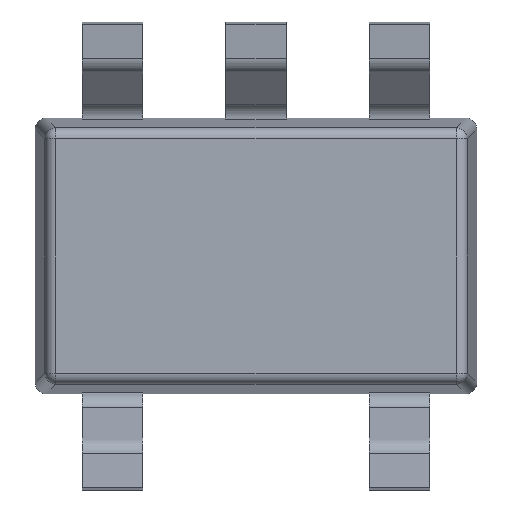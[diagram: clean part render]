
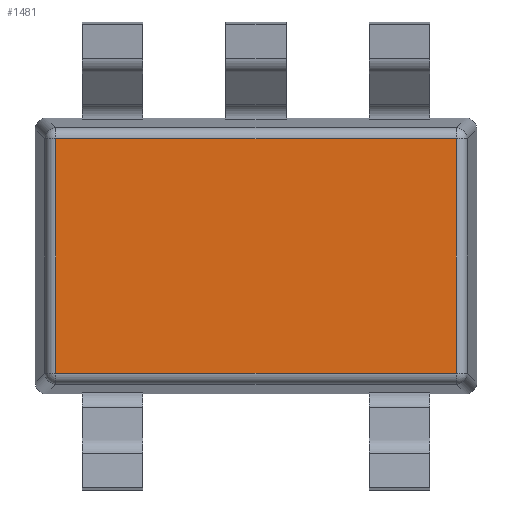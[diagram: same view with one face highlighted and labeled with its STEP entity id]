
A CAD part, front view. The second image highlights one B-rep face of the part: STEP entity #1481.
In plain terms, the highlighted planar face has unit normal (0, -1, 0).
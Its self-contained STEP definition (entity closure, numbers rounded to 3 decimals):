
#31 = CARTESIAN_POINT ( 'NONE',  ( 0.907, 0.015, 0. ) ) ;
#74 = VECTOR ( 'NONE', #3514, 1000. ) ;
#77 = EDGE_LOOP ( 'NONE', ( #2817, #171, #3799, #3369 ) ) ;
#136 = DIRECTION ( 'NONE',  ( 0., 0., -1. ) ) ;
#171 = ORIENTED_EDGE ( 'NONE', *, *, #2816, .T. ) ;
#194 = LINE ( 'NONE', #2776, #796 ) ;
#449 = EDGE_CURVE ( 'NONE', #3968, #2260, #2711, .T. ) ;
#670 = DIRECTION ( 'NONE',  ( 0., 0., 1. ) ) ;
#796 = VECTOR ( 'NONE', #2757, 1000. ) ;
#930 = CARTESIAN_POINT ( 'NONE',  ( 0.907, 0.015, 0.532 ) ) ;
#943 = EDGE_CURVE ( 'NONE', #2260, #1711, #194, .T. ) ;
#1231 = CARTESIAN_POINT ( 'NONE',  ( -0.907, 0.015, -0.532 ) ) ;
#1310 = LINE ( 'NONE', #31, #3374 ) ;
#1481 = ADVANCED_FACE ( 'NONE', ( #1837 ), #3862, .T. ) ;
#1711 = VERTEX_POINT ( 'NONE', #1231 ) ;
#1837 = FACE_OUTER_BOUND ( 'NONE', #77, .T. ) ;
#1898 = VECTOR ( 'NONE', #3181, 1000. ) ;
#1969 = CARTESIAN_POINT ( 'NONE',  ( 0., 0.015, -0.532 ) ) ;
#2065 = VERTEX_POINT ( 'NONE', #2897 ) ;
#2260 = VERTEX_POINT ( 'NONE', #3750 ) ;
#2368 = DIRECTION ( 'NONE',  ( 0., -1., 0. ) ) ;
#2647 = AXIS2_PLACEMENT_3D ( 'NONE', #3889, #2368, #136 ) ;
#2711 = LINE ( 'NONE', #3493, #1898 ) ;
#2741 = EDGE_CURVE ( 'NONE', #2065, #3968, #1310, .T. ) ;
#2757 = DIRECTION ( 'NONE',  ( 0., 0., -1. ) ) ;
#2776 = CARTESIAN_POINT ( 'NONE',  ( -0.907, 0.015, 0. ) ) ;
#2816 = EDGE_CURVE ( 'NONE', #1711, #2065, #3472, .T. ) ;
#2817 = ORIENTED_EDGE ( 'NONE', *, *, #943, .T. ) ;
#2897 = CARTESIAN_POINT ( 'NONE',  ( 0.907, 0.015, -0.532 ) ) ;
#3181 = DIRECTION ( 'NONE',  ( -1., 0., 0. ) ) ;
#3369 = ORIENTED_EDGE ( 'NONE', *, *, #449, .T. ) ;
#3374 = VECTOR ( 'NONE', #670, 1000. ) ;
#3472 = LINE ( 'NONE', #1969, #74 ) ;
#3493 = CARTESIAN_POINT ( 'NONE',  ( 0., 0.015, 0.532 ) ) ;
#3514 = DIRECTION ( 'NONE',  ( 1., 0., 0. ) ) ;
#3750 = CARTESIAN_POINT ( 'NONE',  ( -0.907, 0.015, 0.532 ) ) ;
#3799 = ORIENTED_EDGE ( 'NONE', *, *, #2741, .T. ) ;
#3862 = PLANE ( 'NONE',  #2647 ) ;
#3889 = CARTESIAN_POINT ( 'NONE',  ( 0., 0.015, 0. ) ) ;
#3968 = VERTEX_POINT ( 'NONE', #930 ) ;
